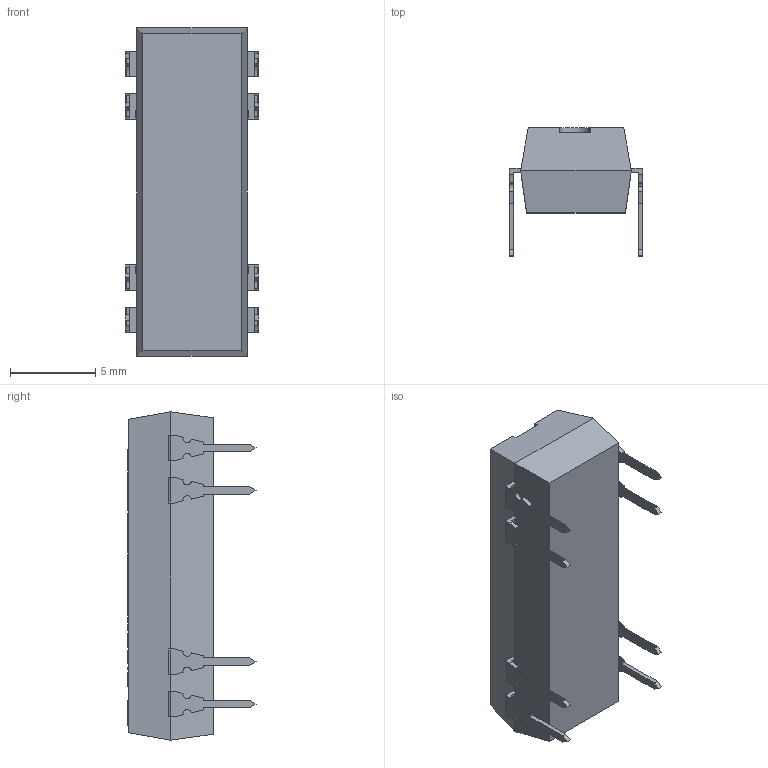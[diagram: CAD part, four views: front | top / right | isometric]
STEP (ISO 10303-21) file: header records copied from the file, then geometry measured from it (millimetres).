
FILE_DESCRIPTION (( 'STEP AP214' ), '1' );
FILE_NAME ('Standex-Meder Electronics-DIP-1A72-11L_WEB.STEP', '2015-07-28T15:29:25', ( 'Windows User' ), ( '' ), 'SwSTEP 2.0', 'SolidWorks 2015', '' );
FILE_SCHEMA (( 'AUTOMOTIVE_DESIGN' ));
Length unit declared in the file: millimetre
Products named in the file (1): Standex-Meder Electronics-DIP-1A72-11L_WEB
Bounding box: 7.87 x 7.54 x 19.3 mm (x, y, z)
Surface area: 550.6 mm2 (no closed solid volume)
Topology: 0 solids, 40 shells, 142 faces, 1102 edges, 980 vertices
Faces by surface type: plane 125, cylinder 14, bspline 3
Entity records: 14555 total; most frequent: CARTESIAN_POINT 5574, ORIENTED_EDGE 1324, DIRECTION 1215, EDGE_CURVE 1102, VERTEX_POINT 980, LINE 827, VECTOR 827, B_SPLINE_CURVE_WITH_KNOTS 221
